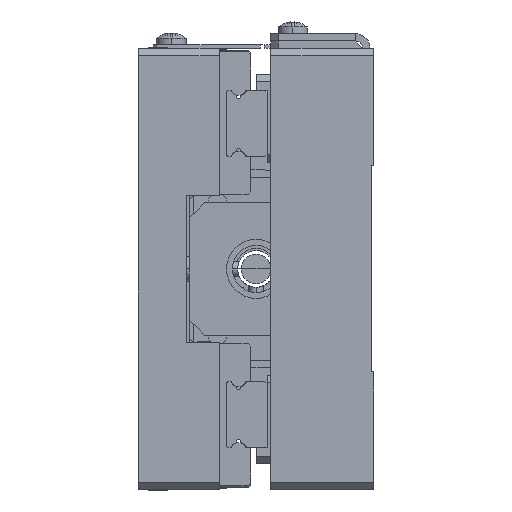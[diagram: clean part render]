
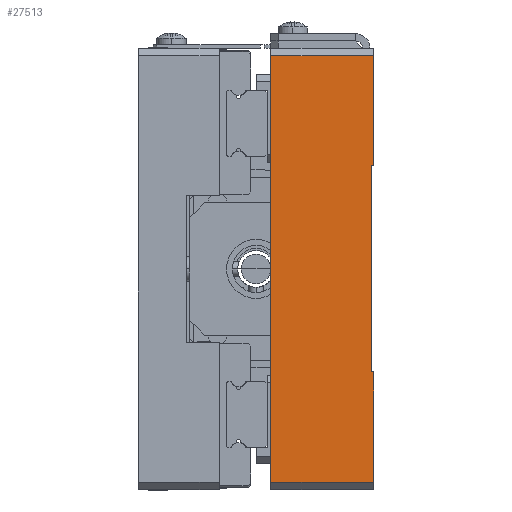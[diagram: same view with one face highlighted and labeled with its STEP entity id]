
A CAD part, left-side view. The second image highlights one B-rep face of the part: STEP entity #27513.
In plain terms, the highlighted planar face has unit normal (-1, 0, 0).
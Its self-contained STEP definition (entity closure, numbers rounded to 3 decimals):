
#685 = VERTEX_POINT ( 'NONE', #22229 ) ;
#905 = VECTOR ( 'NONE', #8376, 1000. ) ;
#2022 = CARTESIAN_POINT ( 'NONE',  ( -107.5, 14.5, 14. ) ) ;
#2832 = DIRECTION ( 'NONE',  ( 0., 0., 1. ) ) ;
#3454 = CARTESIAN_POINT ( 'NONE',  ( -107.5, 14.5, -29. ) ) ;
#3758 = ORIENTED_EDGE ( 'NONE', *, *, #24424, .T. ) ;
#5642 = VECTOR ( 'NONE', #8779, 1000. ) ;
#6020 = CARTESIAN_POINT ( 'NONE',  ( -107.5, 14., 29. ) ) ;
#6365 = CARTESIAN_POINT ( 'NONE',  ( -107.5, 0.3, -14. ) ) ;
#6615 = VECTOR ( 'NONE', #2832, 1000. ) ;
#6901 = CARTESIAN_POINT ( 'NONE',  ( -107.5, 14.5, 30. ) ) ;
#7687 = VERTEX_POINT ( 'NONE', #33413 ) ;
#8124 = VECTOR ( 'NONE', #37079, 1000. ) ;
#8376 = DIRECTION ( 'NONE',  ( 0., 0., 1. ) ) ;
#8779 = DIRECTION ( 'NONE',  ( 0., 1., 0. ) ) ;
#10170 = CARTESIAN_POINT ( 'NONE',  ( -107.5, 0., -29. ) ) ;
#10338 = PLANE ( 'NONE',  #26888 ) ;
#10571 = CARTESIAN_POINT ( 'NONE',  ( -107.5, 0., 14. ) ) ;
#10694 = VERTEX_POINT ( 'NONE', #6020 ) ;
#11368 = VERTEX_POINT ( 'NONE', #10170 ) ;
#12283 = CARTESIAN_POINT ( 'NONE',  ( -107.5, 0., 30. ) ) ;
#13071 = FACE_OUTER_BOUND ( 'NONE', #41266, .T. ) ;
#13378 = EDGE_CURVE ( 'NONE', #11368, #33986, #37107, .T. ) ;
#13767 = DIRECTION ( 'NONE',  ( 1., 0., 0. ) ) ;
#15208 = CARTESIAN_POINT ( 'NONE',  ( -107.5, 0., -14. ) ) ;
#16748 = EDGE_CURVE ( 'NONE', #685, #11368, #40753, .T. ) ;
#17725 = CARTESIAN_POINT ( 'NONE',  ( -107.5, 0., 30. ) ) ;
#18913 = ORIENTED_EDGE ( 'NONE', *, *, #40040, .T. ) ;
#20945 = ORIENTED_EDGE ( 'NONE', *, *, #13378, .T. ) ;
#21458 = ORIENTED_EDGE ( 'NONE', *, *, #30172, .F. ) ;
#21661 = EDGE_CURVE ( 'NONE', #44984, #41313, #26974, .T. ) ;
#22229 = CARTESIAN_POINT ( 'NONE',  ( -107.5, 14., -29. ) ) ;
#24424 = EDGE_CURVE ( 'NONE', #41313, #10694, #35051, .T. ) ;
#24522 = CARTESIAN_POINT ( 'NONE',  ( -107.5, 14., 30. ) ) ;
#25171 = VERTEX_POINT ( 'NONE', #6365 ) ;
#26116 = LINE ( 'NONE', #41576, #43337 ) ;
#26888 = AXIS2_PLACEMENT_3D ( 'NONE', #6901, #13767, #31718 ) ;
#26974 = LINE ( 'NONE', #12283, #905 ) ;
#27513 = ADVANCED_FACE ( 'NONE', ( #13071 ), #10338, .F. ) ;
#27958 = ORIENTED_EDGE ( 'NONE', *, *, #16748, .T. ) ;
#30172 = EDGE_CURVE ( 'NONE', #7687, #25171, #26116, .T. ) ;
#31113 = LINE ( 'NONE', #2022, #32775 ) ;
#31300 = VECTOR ( 'NONE', #42536, 1000. ) ;
#31718 = DIRECTION ( 'NONE',  ( 0., 1., 0. ) ) ;
#32775 = VECTOR ( 'NONE', #37488, 1000. ) ;
#33092 = LINE ( 'NONE', #37543, #8124 ) ;
#33413 = CARTESIAN_POINT ( 'NONE',  ( -107.5, 0.3, 14. ) ) ;
#33986 = VERTEX_POINT ( 'NONE', #15208 ) ;
#34923 = LINE ( 'NONE', #24522, #6615 ) ;
#35051 = LINE ( 'NONE', #43831, #5642 ) ;
#35785 = ORIENTED_EDGE ( 'NONE', *, *, #41621, .F. ) ;
#35849 = CARTESIAN_POINT ( 'NONE',  ( -107.5, 0., 29. ) ) ;
#37079 = DIRECTION ( 'NONE',  ( 0., 1., 0. ) ) ;
#37107 = LINE ( 'NONE', #17725, #44347 ) ;
#37488 = DIRECTION ( 'NONE',  ( 0., -1., 0. ) ) ;
#37498 = DIRECTION ( 'NONE',  ( 0., 0., -1. ) ) ;
#37543 = CARTESIAN_POINT ( 'NONE',  ( -107.5, 14.5, -14. ) ) ;
#38689 = ORIENTED_EDGE ( 'NONE', *, *, #21661, .T. ) ;
#40040 = EDGE_CURVE ( 'NONE', #7687, #44984, #31113, .T. ) ;
#40753 = LINE ( 'NONE', #3454, #31300 ) ;
#41266 = EDGE_LOOP ( 'NONE', ( #35785, #27958, #20945, #42919, #21458, #18913, #38689, #3758 ) ) ;
#41313 = VERTEX_POINT ( 'NONE', #35849 ) ;
#41576 = CARTESIAN_POINT ( 'NONE',  ( -107.5, 0.3, 30. ) ) ;
#41621 = EDGE_CURVE ( 'NONE', #685, #10694, #34923, .T. ) ;
#42536 = DIRECTION ( 'NONE',  ( 0., -1., 0. ) ) ;
#42919 = ORIENTED_EDGE ( 'NONE', *, *, #43148, .T. ) ;
#43148 = EDGE_CURVE ( 'NONE', #33986, #25171, #33092, .T. ) ;
#43337 = VECTOR ( 'NONE', #37498, 1000. ) ;
#43831 = CARTESIAN_POINT ( 'NONE',  ( -107.5, 14.5, 29. ) ) ;
#44347 = VECTOR ( 'NONE', #45950, 1000. ) ;
#44984 = VERTEX_POINT ( 'NONE', #10571 ) ;
#45950 = DIRECTION ( 'NONE',  ( 0., 0., 1. ) ) ;
